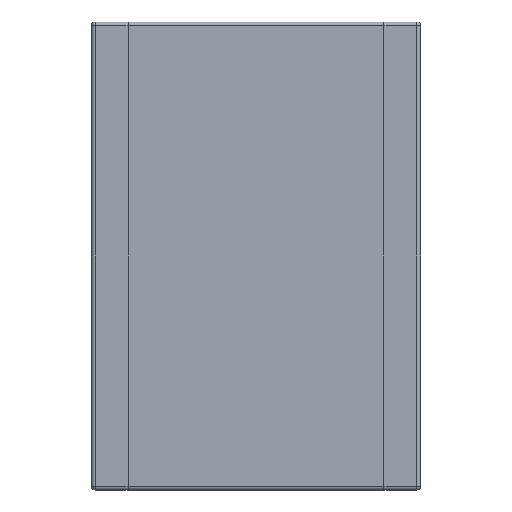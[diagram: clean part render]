
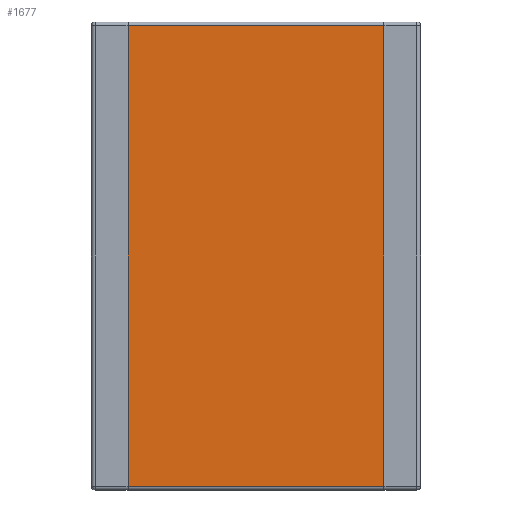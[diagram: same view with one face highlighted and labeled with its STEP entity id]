
A CAD part, front view. The second image highlights one B-rep face of the part: STEP entity #1677.
In plain terms, the highlighted planar face has unit normal (0, -1, 0).
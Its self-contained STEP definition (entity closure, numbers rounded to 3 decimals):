
#18 = EDGE_CURVE ( 'NONE', #585, #665, #904, .T. ) ;
#19 = ORIENTED_EDGE ( 'NONE', *, *, #18, .T. ) ;
#20 = ORIENTED_EDGE ( 'NONE', *, *, #647, .F. ) ;
#22 = ORIENTED_EDGE ( 'NONE', *, *, #23, .T. ) ;
#23 = EDGE_CURVE ( 'NONE', #550, #648, #900, .T. ) ;
#24 = ORIENTED_EDGE ( 'NONE', *, *, #551, .F. ) ;
#466 = DIRECTION ( 'NONE',  ( 0., 0., -1. ) ) ;
#467 = DIRECTION ( 'NONE',  ( 0., -1., 0. ) ) ;
#468 = CARTESIAN_POINT ( 'NONE',  ( 2.25, 0., -3.2 ) ) ;
#469 = AXIS2_PLACEMENT_3D ( 'NONE', #468, #467, #466 ) ;
#470 = PLANE ( 'NONE',  #469 ) ;
#485 = FACE_OUTER_BOUND ( 'NONE', #1662, .T. ) ;
#550 = VERTEX_POINT ( 'NONE', #998 ) ;
#551 = EDGE_CURVE ( 'NONE', #550, #665, #997, .T. ) ;
#585 = VERTEX_POINT ( 'NONE', #1117 ) ;
#647 = EDGE_CURVE ( 'NONE', #585, #648, #1326, .T. ) ;
#648 = VERTEX_POINT ( 'NONE', #1322 ) ;
#665 = VERTEX_POINT ( 'NONE', #1374 ) ;
#897 = DIRECTION ( 'NONE',  ( 1., 0., 0. ) ) ;
#898 = VECTOR ( 'NONE', #897, 1000. ) ;
#899 = CARTESIAN_POINT ( 'NONE',  ( 2.25, 0., -3.15 ) ) ;
#900 = LINE ( 'NONE', #899, #898 ) ;
#901 = DIRECTION ( 'NONE',  ( -1., 0., 0. ) ) ;
#902 = VECTOR ( 'NONE', #901, 1000. ) ;
#903 = CARTESIAN_POINT ( 'NONE',  ( -2.25, 0., 3.15 ) ) ;
#904 = LINE ( 'NONE', #903, #902 ) ;
#994 = DIRECTION ( 'NONE',  ( 0., 0., 1. ) ) ;
#995 = VECTOR ( 'NONE', #994, 1000. ) ;
#996 = CARTESIAN_POINT ( 'NONE',  ( -1.75, 0., -3.2 ) ) ;
#997 = LINE ( 'NONE', #996, #995 ) ;
#998 = CARTESIAN_POINT ( 'NONE',  ( -1.75, 0., -3.15 ) ) ;
#1117 = CARTESIAN_POINT ( 'NONE',  ( 1.75, 0., 3.15 ) ) ;
#1322 = CARTESIAN_POINT ( 'NONE',  ( 1.75, 0., -3.15 ) ) ;
#1323 = DIRECTION ( 'NONE',  ( 0., 0., -1. ) ) ;
#1324 = VECTOR ( 'NONE', #1323, 1000. ) ;
#1325 = CARTESIAN_POINT ( 'NONE',  ( 1.75, 0., -3.2 ) ) ;
#1326 = LINE ( 'NONE', #1325, #1324 ) ;
#1374 = CARTESIAN_POINT ( 'NONE',  ( -1.75, 0., 3.15 ) ) ;
#1662 = EDGE_LOOP ( 'NONE', ( #24, #22, #20, #19 ) ) ;
#1677 = ADVANCED_FACE ( 'NONE', ( #485 ), #470, .T. ) ;
